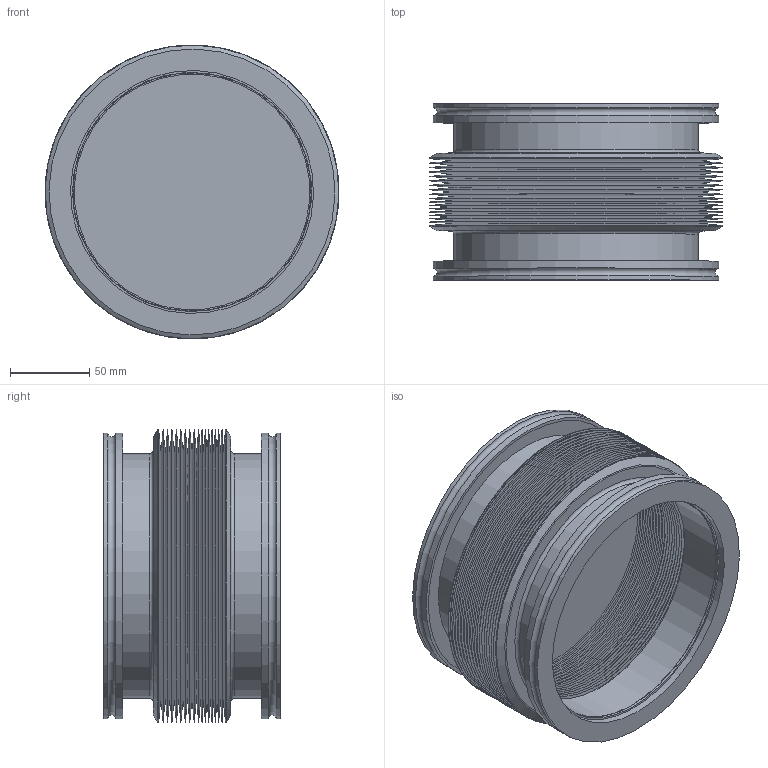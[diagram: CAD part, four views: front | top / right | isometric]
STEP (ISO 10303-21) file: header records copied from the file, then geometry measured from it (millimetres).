
FILE_DESCRIPTION(/* description */ (''),/* implementation_level */ '2;1');
FILE_NAME(/* name */ 'VAb_MEM 160-50-K',/* time_stamp */ '2023-06-27T07:46:29+02:00',/* author */ ('Tobiassen'),/* organization */ ('VAb Vakuum-Anlagenbau'),/* preprocessor_version */ 'ST-DEVELOPER v18.102',/* originating_system */ 'Solid Edge',/* authorisation */ 'Unknown');
FILE_SCHEMA (('CONFIG_CONTROL_DESIGN'));
Length unit declared in the file: millimetre
Products named in the file (1): VAb_MEM 160-50-K
Bounding box: 184.96 x 111 x 184.96 mm (x, y, z)
Volume: 268210 mm3; surface area: 715674.2 mm2
Topology: 1 solids, 1 shells, 118 faces, 228 edges, 130 vertices
Faces by surface type: cone 72, plane 20, cylinder 18, torus 8
Full cylindrical faces by diameter (mm): 150 x2, 150.5 x2, 153 x2, 154 x2, 154.2 x2, 176 x2, 180 x4, 184.9 x2
Entity records: 3219 total; most frequent: DIRECTION 474, CARTESIAN_POINT 355, AXIS2_PLACEMENT_3D 237, ORIENTED_EDGE 236, EDGE_LOOP 236, FACE_BOUND 236, EDGE_CURVE 118, VERTEX_POINT 118
